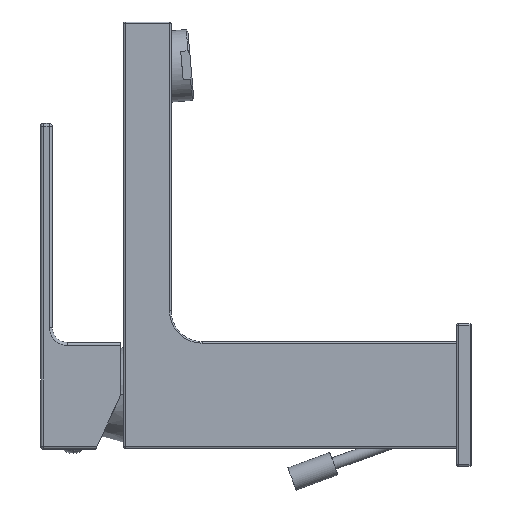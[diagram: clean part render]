
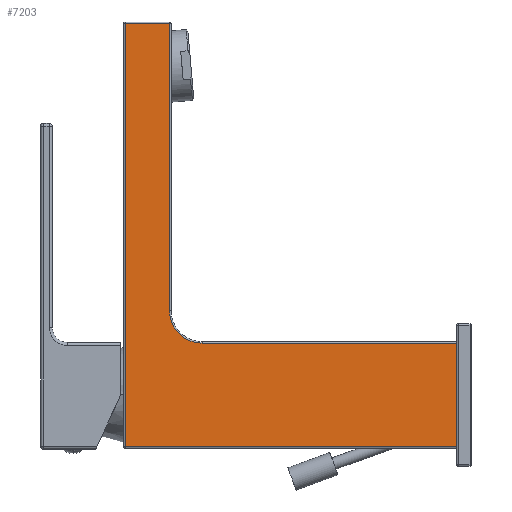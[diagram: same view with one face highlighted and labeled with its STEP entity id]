
A CAD part, left-side view. The second image highlights one B-rep face of the part: STEP entity #7203.
In plain terms, the highlighted planar face has unit normal (-1, 0, 0).
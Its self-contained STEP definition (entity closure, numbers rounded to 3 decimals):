
#797=DIRECTION('',(0.,0.,1.));
#798=VECTOR('',#797,35.);
#799=CARTESIAN_POINT('',(-18.,1.5,-17.5));
#800=LINE('',#799,#798);
#801=DIRECTION('',(0.,1.,0.));
#802=VECTOR('',#801,112.);
#803=CARTESIAN_POINT('',(-18.,1.5,-17.5));
#804=LINE('',#803,#802);
#805=DIRECTION('',(0.,0.,1.));
#806=VECTOR('',#805,143.);
#807=CARTESIAN_POINT('',(-18.,113.5,-17.5));
#808=LINE('',#807,#806);
#809=DIRECTION('',(0.,-1.,0.));
#810=VECTOR('',#809,15.);
#811=CARTESIAN_POINT('',(-18.,113.5,125.5));
#812=LINE('',#811,#810);
#813=DIRECTION('',(0.,0.,-1.));
#814=VECTOR('',#813,97.);
#815=CARTESIAN_POINT('',(-18.,98.5,125.5));
#816=LINE('',#815,#814);
#817=CARTESIAN_POINT('',(-18.,87.5,28.5));
#818=DIRECTION('',(-1.,0.,0.));
#819=DIRECTION('',(0.,1.,0.));
#820=AXIS2_PLACEMENT_3D('',#817,#818,#819);
#822=DIRECTION('',(0.,-1.,0.));
#823=VECTOR('',#822,86.);
#824=CARTESIAN_POINT('',(-18.,87.5,17.5));
#825=LINE('',#824,#823);
#5044=CARTESIAN_POINT('',(-18.,113.5,125.5));
#5046=VERTEX_POINT('',#5044);
#5066=CARTESIAN_POINT('',(-18.,113.5,-17.5));
#5067=VERTEX_POINT('',#5066);
#5072=CARTESIAN_POINT('',(-18.,98.5,28.5));
#5073=CARTESIAN_POINT('',(-18.,87.5,17.5));
#5074=VERTEX_POINT('',#5072);
#5075=VERTEX_POINT('',#5073);
#5078=CARTESIAN_POINT('',(-18.,98.5,125.5));
#5079=VERTEX_POINT('',#5078);
#5597=CARTESIAN_POINT('',(-18.,1.5,-17.5));
#5598=CARTESIAN_POINT('',(-18.,1.5,17.5));
#5599=VERTEX_POINT('',#5597);
#5600=VERTEX_POINT('',#5598);
#7186=CARTESIAN_POINT('',(-18.,1.5,-37.607));
#7187=DIRECTION('',(1.,0.,0.));
#7188=DIRECTION('',(0.,1.,0.));
#7189=AXIS2_PLACEMENT_3D('',#7186,#7187,#7188);
#7190=PLANE('',#7189);
#7192=ORIENTED_EDGE('',*,*,#7191,.F.);
#7194=ORIENTED_EDGE('',*,*,#7193,.T.);
#7195=ORIENTED_EDGE('',*,*,#7043,.T.);
#7196=ORIENTED_EDGE('',*,*,#7096,.T.);
#7197=ORIENTED_EDGE('',*,*,#6773,.T.);
#7198=ORIENTED_EDGE('',*,*,#6801,.T.);
#7200=ORIENTED_EDGE('',*,*,#7199,.T.);
#7201=EDGE_LOOP('',(#7192,#7194,#7195,#7196,#7197,#7198,#7200));
#7202=FACE_OUTER_BOUND('',#7201,.F.);
#7203=ADVANCED_FACE('',(#7202),#7190,.F.);
#821=CIRCLE('',#820,11.);
#6773=EDGE_CURVE('',#5079,#5074,#816,.T.);
#6801=EDGE_CURVE('',#5074,#5075,#821,.T.);
#7043=EDGE_CURVE('',#5067,#5046,#808,.T.);
#7096=EDGE_CURVE('',#5046,#5079,#812,.T.);
#7191=EDGE_CURVE('',#5599,#5600,#800,.T.);
#7193=EDGE_CURVE('',#5599,#5067,#804,.T.);
#7199=EDGE_CURVE('',#5075,#5600,#825,.T.);
